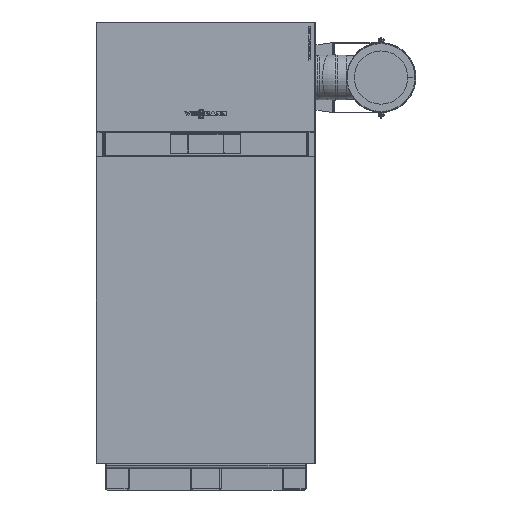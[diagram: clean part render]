
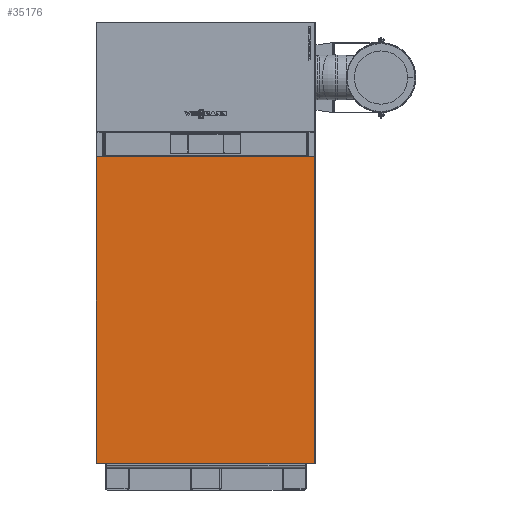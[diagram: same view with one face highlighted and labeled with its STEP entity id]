
A CAD part, front view. The second image highlights one B-rep face of the part: STEP entity #35176.
In plain terms, the highlighted planar face has unit normal (0, -1, 0).
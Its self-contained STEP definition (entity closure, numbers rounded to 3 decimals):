
#3146=FACE_OUTER_BOUND('',#4571,.T.);
#4571=EDGE_LOOP('',(#29151,#29152,#29153,#29154,#29155,#29156,#29157,#29158));
#8076=LINE('',#58235,#12076);
#8097=LINE('',#58295,#12097);
#8113=LINE('',#58329,#12113);
#8134=LINE('',#58416,#12134);
#8135=LINE('',#58417,#12135);
#8136=LINE('',#58419,#12136);
#8137=LINE('',#58421,#12137);
#8138=LINE('',#58422,#12138);
#12076=VECTOR('',#45688,0.039);
#12097=VECTOR('',#45741,0.039);
#12113=VECTOR('',#45765,0.039);
#12134=VECTOR('',#45822,0.039);
#12135=VECTOR('',#45823,0.039);
#12136=VECTOR('',#45824,0.039);
#12137=VECTOR('',#45825,0.039);
#12138=VECTOR('',#45826,0.039);
#16411=VERTEX_POINT('',#58224);
#16416=VERTEX_POINT('',#58233);
#16432=VERTEX_POINT('',#58273);
#16433=VERTEX_POINT('',#58277);
#16438=VERTEX_POINT('',#58292);
#16439=VERTEX_POINT('',#58294);
#16478=VERTEX_POINT('',#58418);
#16479=VERTEX_POINT('',#58420);
#21768=EDGE_CURVE('',#16416,#16411,#8076,.T.);
#21798=EDGE_CURVE('',#16439,#16438,#8097,.T.);
#21816=EDGE_CURVE('',#16432,#16433,#8113,.T.);
#21849=EDGE_CURVE('',#16439,#16432,#8134,.T.);
#21850=EDGE_CURVE('',#16411,#16438,#8135,.T.);
#21851=EDGE_CURVE('',#16478,#16416,#8136,.T.);
#21852=EDGE_CURVE('',#16478,#16479,#8137,.T.);
#21853=EDGE_CURVE('',#16433,#16479,#8138,.T.);
#29151=ORIENTED_EDGE('',*,*,#21849,.F.);
#29152=ORIENTED_EDGE('',*,*,#21798,.T.);
#29153=ORIENTED_EDGE('',*,*,#21850,.F.);
#29154=ORIENTED_EDGE('',*,*,#21768,.F.);
#29155=ORIENTED_EDGE('',*,*,#21851,.F.);
#29156=ORIENTED_EDGE('',*,*,#21852,.T.);
#29157=ORIENTED_EDGE('',*,*,#21853,.F.);
#29158=ORIENTED_EDGE('',*,*,#21816,.F.);
#32531=PLANE('',#38075);
#35176=ADVANCED_FACE('',(#3146),#32531,.T.);
#38075=AXIS2_PLACEMENT_3D('',#58415,#45820,#45821);
#45688=DIRECTION('',(1.,0.,0.));
#45741=DIRECTION('',(0.,0.,1.));
#45765=DIRECTION('',(-1.,0.,0.));
#45820=DIRECTION('center_axis',(0.,-1.,0.));
#45821=DIRECTION('ref_axis',(1.,0.,0.));
#45822=DIRECTION('',(-1.,0.,0.));
#45823=DIRECTION('',(1.,0.,0.));
#45824=DIRECTION('',(1.,0.,0.));
#45825=DIRECTION('',(0.,0.,-1.));
#45826=DIRECTION('',(-1.,0.,0.));
#58224=CARTESIAN_POINT('',(19.527,-2.756,50.276));
#58233=CARTESIAN_POINT('',(-19.527,-2.756,50.276));
#58235=CARTESIAN_POINT('',(-19.527,-2.756,50.276));
#58273=CARTESIAN_POINT('',(19.527,-2.756,-4.646));
#58277=CARTESIAN_POINT('',(-19.527,-2.756,-4.646));
#58292=CARTESIAN_POINT('',(19.528,-2.756,50.276));
#58294=CARTESIAN_POINT('',(19.528,-2.756,-4.646));
#58295=CARTESIAN_POINT('',(19.528,-2.756,-4.685));
#58329=CARTESIAN_POINT('',(19.527,-2.756,-4.646));
#58415=CARTESIAN_POINT('Origin',(19.567,-2.756,-4.685));
#58416=CARTESIAN_POINT('',(-19.528,-2.756,-4.646));
#58417=CARTESIAN_POINT('',(19.528,-2.756,50.276));
#58418=CARTESIAN_POINT('',(-19.528,-2.756,50.276));
#58419=CARTESIAN_POINT('',(19.528,-2.756,50.276));
#58420=CARTESIAN_POINT('',(-19.528,-2.756,-4.646));
#58421=CARTESIAN_POINT('',(-19.528,-2.756,50.315));
#58422=CARTESIAN_POINT('',(-19.528,-2.756,-4.646));
